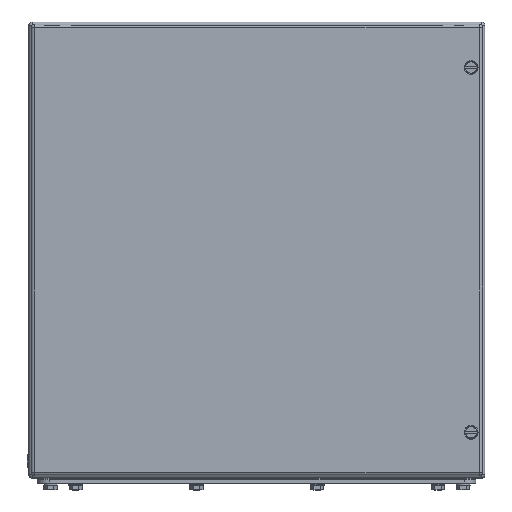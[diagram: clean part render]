
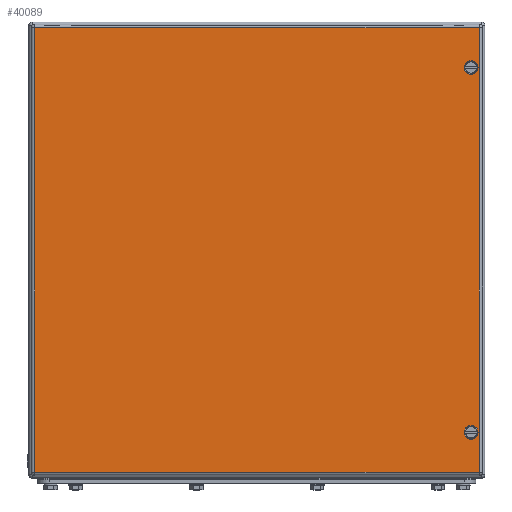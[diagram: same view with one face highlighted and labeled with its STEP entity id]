
A CAD part, top view. The second image highlights one B-rep face of the part: STEP entity #40089.
In plain terms, the highlighted planar face has unit normal (0, 0, 1).
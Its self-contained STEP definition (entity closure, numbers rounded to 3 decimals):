
#40031=AXIS2_PLACEMENT_3D('Plane Axis2P3D',#40028,#40029,#40030) ;
#40073=AXIS2_PLACEMENT_3D('Circle Axis2P3D',#40071,#40072,$) ;
#40082=AXIS2_PLACEMENT_3D('Circle Axis2P3D',#40080,#40081,$) ;
#39844=CARTESIAN_POINT('Vertex',(384.5,50.,200.)) ;
#39848=CARTESIAN_POINT('Control Point',(384.5,50.,200.)) ;
#39849=CARTESIAN_POINT('Control Point',(384.5,49.45,200.)) ;
#39850=CARTESIAN_POINT('Control Point',(384.608,48.9,200.)) ;
#39851=CARTESIAN_POINT('Control Point',(384.824,48.379,200.)) ;
#39852=CARTESIAN_POINT('Control Point',(385.449,47.449,200.)) ;
#39853=CARTESIAN_POINT('Control Point',(386.379,46.824,200.)) ;
#39854=CARTESIAN_POINT('Control Point',(386.9,46.608,200.)) ;
#39855=CARTESIAN_POINT('Control Point',(388.,46.392,200.)) ;
#39856=CARTESIAN_POINT('Control Point',(389.1,46.608,200.)) ;
#39857=CARTESIAN_POINT('Control Point',(389.621,46.824,200.)) ;
#39858=CARTESIAN_POINT('Control Point',(390.551,47.449,200.)) ;
#39859=CARTESIAN_POINT('Control Point',(391.176,48.379,200.)) ;
#39860=CARTESIAN_POINT('Control Point',(391.392,48.9,200.)) ;
#39861=CARTESIAN_POINT('Control Point',(391.5,49.45,200.)) ;
#39862=CARTESIAN_POINT('Control Point',(391.5,50.,200.)) ;
#39863=CARTESIAN_POINT('Vertex',(391.5,50.,200.)) ;
#40005=CARTESIAN_POINT('Control Point',(391.5,50.,200.)) ;
#40006=CARTESIAN_POINT('Control Point',(391.5,50.55,200.)) ;
#40007=CARTESIAN_POINT('Control Point',(391.392,51.1,200.)) ;
#40008=CARTESIAN_POINT('Control Point',(391.176,51.621,200.)) ;
#40009=CARTESIAN_POINT('Control Point',(390.551,52.551,200.)) ;
#40010=CARTESIAN_POINT('Control Point',(389.621,53.176,200.)) ;
#40011=CARTESIAN_POINT('Control Point',(389.1,53.392,200.)) ;
#40012=CARTESIAN_POINT('Control Point',(388.,53.608,200.)) ;
#40013=CARTESIAN_POINT('Control Point',(386.9,53.392,200.)) ;
#40014=CARTESIAN_POINT('Control Point',(386.379,53.176,200.)) ;
#40015=CARTESIAN_POINT('Control Point',(385.449,52.551,200.)) ;
#40016=CARTESIAN_POINT('Control Point',(384.824,51.621,200.)) ;
#40017=CARTESIAN_POINT('Control Point',(384.608,51.1,200.)) ;
#40018=CARTESIAN_POINT('Control Point',(384.5,50.55,200.)) ;
#40019=CARTESIAN_POINT('Control Point',(384.5,50.,200.)) ;
#40028=CARTESIAN_POINT('Axis2P3D Location',(200.,210.,200.)) ;
#40033=CARTESIAN_POINT('Line Origine',(395.,210.,200.)) ;
#40037=CARTESIAN_POINT('Vertex',(395.,15.,200.)) ;
#40039=CARTESIAN_POINT('Vertex',(395.,405.,200.)) ;
#40042=CARTESIAN_POINT('Line Origine',(200.,405.,200.)) ;
#40046=CARTESIAN_POINT('Vertex',(5.,405.,200.)) ;
#40049=CARTESIAN_POINT('Line Origine',(5.,210.,200.)) ;
#40053=CARTESIAN_POINT('Vertex',(5.,15.,200.)) ;
#40056=CARTESIAN_POINT('Line Origine',(200.,15.,200.)) ;
#40071=CARTESIAN_POINT('Axis2P3D Location',(388.,370.,200.)) ;
#40075=CARTESIAN_POINT('Vertex',(391.5,370.,200.)) ;
#40077=CARTESIAN_POINT('Vertex',(384.5,370.,200.)) ;
#40080=CARTESIAN_POINT('Axis2P3D Location',(388.,370.,200.)) ;
#40029=DIRECTION('Axis2P3D Direction',(0.,0.,1.)) ;
#40030=DIRECTION('Axis2P3D XDirection',(1.,0.,0.)) ;
#40034=DIRECTION('Vector Direction',(0.,1.,0.)) ;
#40043=DIRECTION('Vector Direction',(-1.,0.,0.)) ;
#40050=DIRECTION('Vector Direction',(0.,-1.,0.)) ;
#40057=DIRECTION('Vector Direction',(1.,0.,0.)) ;
#40072=DIRECTION('Axis2P3D Direction',(0.,0.,1.)) ;
#40081=DIRECTION('Axis2P3D Direction',(0.,0.,1.)) ;
#40035=VECTOR('Line Direction',#40034,1.) ;
#40044=VECTOR('Line Direction',#40043,1.) ;
#40051=VECTOR('Line Direction',#40050,1.) ;
#40058=VECTOR('Line Direction',#40057,1.) ;
#40062=ORIENTED_EDGE('',*,*,#40041,.T.) ;
#40063=ORIENTED_EDGE('',*,*,#40048,.T.) ;
#40064=ORIENTED_EDGE('',*,*,#40055,.T.) ;
#40065=ORIENTED_EDGE('',*,*,#40060,.T.) ;
#40068=ORIENTED_EDGE('',*,*,#40020,.F.) ;
#40069=ORIENTED_EDGE('',*,*,#39865,.F.) ;
#40086=ORIENTED_EDGE('',*,*,#40079,.F.) ;
#40087=ORIENTED_EDGE('',*,*,#40084,.F.) ;
#40070=FACE_BOUND('',#40067,.T.) ;
#40088=FACE_BOUND('',#40085,.T.) ;
#40089=ADVANCED_FACE('74074_ZUB_DE_HS_KEBX_400x400-1/74074_DE_HS_KEBX_400x400-1-solid1',(#40066,#40070,#40088),#40032,.T.) ;
#39847=B_SPLINE_CURVE_WITH_KNOTS('',5,(#39848,#39849,#39850,#39851,#39852,#39853,#39854,#39855,#39856,#39857,#39858,#39859,#39860,#39861,#39862),.UNSPECIFIED.,.F.,.U.,(6,3,3,3,6),(-5.498,-2.749,0.,2.749,5.498),.UNSPECIFIED.) ;
#40004=B_SPLINE_CURVE_WITH_KNOTS('',5,(#40005,#40006,#40007,#40008,#40009,#40010,#40011,#40012,#40013,#40014,#40015,#40016,#40017,#40018,#40019),.UNSPECIFIED.,.F.,.U.,(6,3,3,3,6),(-5.498,-2.749,0.,2.749,5.498),.UNSPECIFIED.) ;
#40074=CIRCLE('generated circle',#40073,3.5) ;
#40083=CIRCLE('generated circle',#40082,3.5) ;
#39865=EDGE_CURVE('',#39845,#39864,#39847,.T.) ;
#40020=EDGE_CURVE('',#39864,#39845,#40004,.T.) ;
#40041=EDGE_CURVE('',#40038,#40040,#40036,.T.) ;
#40048=EDGE_CURVE('',#40040,#40047,#40045,.T.) ;
#40055=EDGE_CURVE('',#40047,#40054,#40052,.T.) ;
#40060=EDGE_CURVE('',#40054,#40038,#40059,.T.) ;
#40079=EDGE_CURVE('',#40076,#40078,#40074,.T.) ;
#40084=EDGE_CURVE('',#40078,#40076,#40083,.T.) ;
#40061=EDGE_LOOP('',(#40062,#40063,#40064,#40065)) ;
#40067=EDGE_LOOP('',(#40068,#40069)) ;
#40085=EDGE_LOOP('',(#40086,#40087)) ;
#40066=FACE_OUTER_BOUND('',#40061,.T.) ;
#40036=LINE('Line',#40033,#40035) ;
#40045=LINE('Line',#40042,#40044) ;
#40052=LINE('Line',#40049,#40051) ;
#40059=LINE('Line',#40056,#40058) ;
#40032=PLANE('',#40031) ;
#39845=VERTEX_POINT('',#39844) ;
#39864=VERTEX_POINT('',#39863) ;
#40038=VERTEX_POINT('',#40037) ;
#40040=VERTEX_POINT('',#40039) ;
#40047=VERTEX_POINT('',#40046) ;
#40054=VERTEX_POINT('',#40053) ;
#40076=VERTEX_POINT('',#40075) ;
#40078=VERTEX_POINT('',#40077) ;
